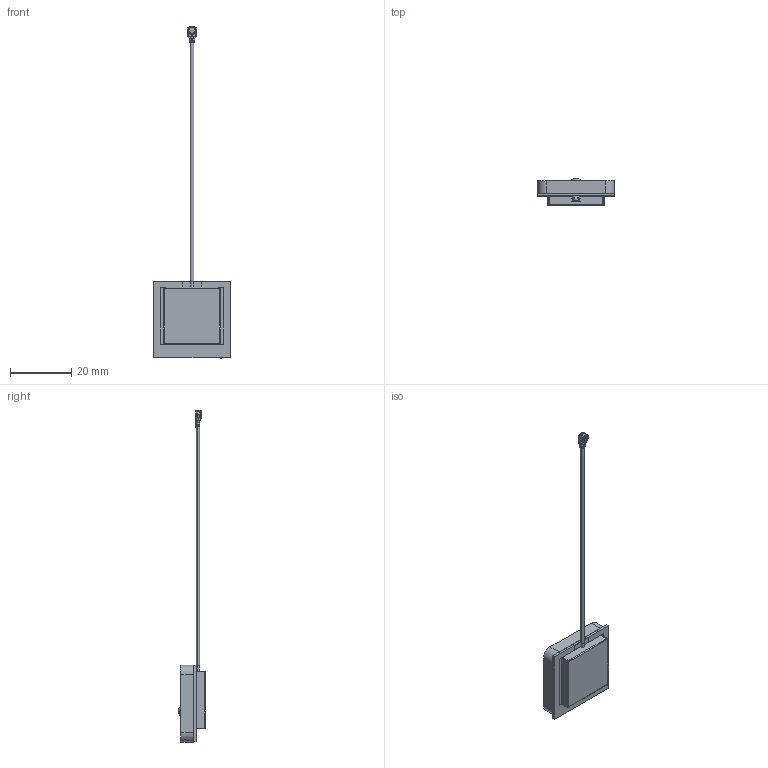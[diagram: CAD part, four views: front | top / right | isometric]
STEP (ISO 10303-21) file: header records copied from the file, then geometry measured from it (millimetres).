
FILE_DESCRIPTION (( 'STEP AP214' ), '1' );
FILE_NAME ('AP.25F.07.0078A_Web.STEP', '2020-01-02T03:58:33', ( '' ), ( '' ), 'SwSTEP 2.0', 'SolidWorks 2017', '' );
FILE_SCHEMA (( 'AUTOMOTIVE_DESIGN' ));
Length unit declared in the file: millimetre
Products named in the file (11): 001512J000007A_Patch; 100212J000007A_PCB; AP.25F.07.0078A_Web; 204111G000000A_IPEX 1; 300115C010000A_1.13 Cable; 000512J000007A_Shielding case
Assembly tree (5 placements, depth 2):
  001512J000007A_Patch
  100212J000007A_PCB
  AP.25F.07.0078A_Web
    001512J000007A_Patch
    100212J000007A_PCB
    000512J000007A_Shielding case
    300115C010000A_1.13 Cable
    204111G000000A_IPEX 1
  000512J000007A_Shielding case
  300115C010000A_1.13 Cable
Bounding box: 25 x 8.67 x 108.25 mm (x, y, z)
Volume: 3296.1 mm3; surface area: 4435.6 mm2
Topology: 5 solids, 5 shells, 603 faces, 1530 edges, 1001 vertices
Faces by surface type: plane 317, bspline 164, cylinder 120, torus 2
Entity records: 25631 total; most frequent: CARTESIAN_POINT 7853, ORIENTED_EDGE 3056, DIRECTION 2278, EDGE_CURVE 1528, VERTEX_POINT 1001, LINE 914, VECTOR 914, AXIS2_PLACEMENT_3D 682
